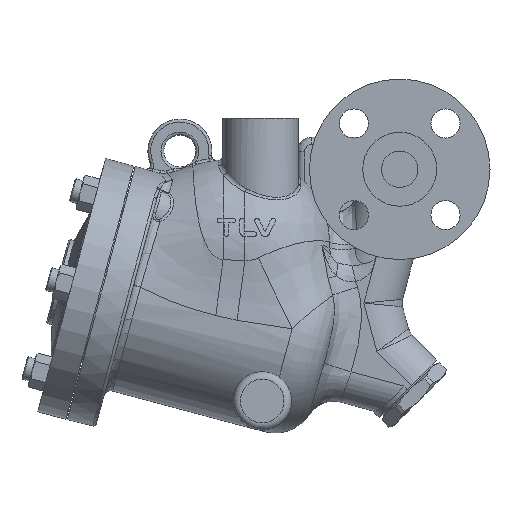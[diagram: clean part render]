
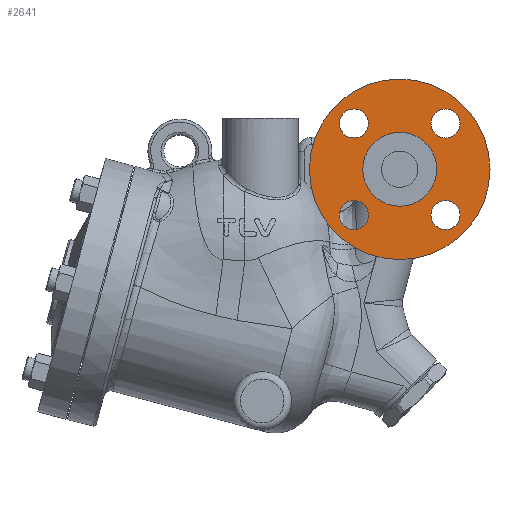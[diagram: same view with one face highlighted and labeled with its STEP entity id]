
A CAD part, front view. The second image highlights one B-rep face of the part: STEP entity #2641.
In plain terms, the highlighted planar face has unit normal (0, -1, 0).
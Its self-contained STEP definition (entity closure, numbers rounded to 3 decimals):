
#2374=CARTESIAN_POINT('',(236.431,-102.4,43.569));
#2375=VERTEX_POINT('',#2374);
#2376=CARTESIAN_POINT('',(236.431,-102.4,53.569));
#2377=DIRECTION('',(0.0,1.0,0.0));
#2378=DIRECTION('',(0.0,0.0,-1.0));
#2379=AXIS2_PLACEMENT_3D('',#2376,#2377,#2378);
#2380=CIRCLE('',#2379,10.0);
#2381=EDGE_CURVE('',#2375,#2375,#2380,.T.);
#2402=CARTESIAN_POINT('',(163.569,-102.4,53.569));
#2403=VERTEX_POINT('',#2402);
#2404=CARTESIAN_POINT('',(173.569,-102.4,53.569));
#2405=DIRECTION('',(0.0,1.0,0.0));
#2406=DIRECTION('',(-1.0,0.0,0.0));
#2407=AXIS2_PLACEMENT_3D('',#2404,#2405,#2406);
#2408=CIRCLE('',#2407,10.0);
#2409=EDGE_CURVE('',#2403,#2403,#2408,.T.);
#2430=CARTESIAN_POINT('',(173.569,-102.4,126.431));
#2431=VERTEX_POINT('',#2430);
#2432=CARTESIAN_POINT('',(173.569,-102.4,116.431));
#2433=DIRECTION('',(0.0,1.0,0.0));
#2434=DIRECTION('',(0.0,0.0,1.0));
#2435=AXIS2_PLACEMENT_3D('',#2432,#2433,#2434);
#2436=CIRCLE('',#2435,10.0);
#2437=EDGE_CURVE('',#2431,#2431,#2436,.T.);
#2458=CARTESIAN_POINT('',(246.431,-102.4,116.431));
#2459=VERTEX_POINT('',#2458);
#2460=CARTESIAN_POINT('',(236.431,-102.4,116.431));
#2461=DIRECTION('',(0.0,1.0,0.0));
#2462=DIRECTION('',(1.0,0.0,0.0));
#2463=AXIS2_PLACEMENT_3D('',#2460,#2461,#2462);
#2464=CIRCLE('',#2463,10.0);
#2465=EDGE_CURVE('',#2459,#2459,#2464,.T.);
#2575=CARTESIAN_POINT('',(205.,-102.4,147.0));
#2576=VERTEX_POINT('',#2575);
#2577=CARTESIAN_POINT('',(205.,-102.4,85.0));
#2578=DIRECTION('',(0.0,-1.0,0.0));
#2579=DIRECTION('',(0.0,0.0,1.0));
#2580=AXIS2_PLACEMENT_3D('',#2577,#2578,#2579);
#2581=CIRCLE('',#2580,62.);
#2582=EDGE_CURVE('',#2576,#2576,#2581,.T.);
#2610=CARTESIAN_POINT('',(205.,-102.4,128.7));
#2611=DIRECTION('',(0.0,-1.0,0.0));
#2612=DIRECTION('',(0.0,0.0,-1.0));
#2613=AXIS2_PLACEMENT_3D('',#2610,#2611,#2612);
#2614=PLANE('',#2613);
#2615=ORIENTED_EDGE('',*,*,#2582,.T.);
#2616=EDGE_LOOP('',(#2615));
#2617=FACE_OUTER_BOUND('',#2616,.T.);
#2618=ORIENTED_EDGE('',*,*,#2381,.T.);
#2619=EDGE_LOOP('',(#2618));
#2620=FACE_BOUND('',#2619,.T.);
#2621=ORIENTED_EDGE('',*,*,#2409,.T.);
#2622=EDGE_LOOP('',(#2621));
#2623=FACE_BOUND('',#2622,.T.);
#2624=ORIENTED_EDGE('',*,*,#2437,.T.);
#2625=EDGE_LOOP('',(#2624));
#2626=FACE_BOUND('',#2625,.T.);
#2627=ORIENTED_EDGE('',*,*,#2465,.T.);
#2628=EDGE_LOOP('',(#2627));
#2629=FACE_BOUND('',#2628,.T.);
#2630=CARTESIAN_POINT('',(205.,-102.4,110.4));
#2631=VERTEX_POINT('',#2630);
#2632=CARTESIAN_POINT('',(205.,-102.4,85.0));
#2633=DIRECTION('',(0.0,-1.0,0.0));
#2634=DIRECTION('',(0.0,0.0,1.0));
#2635=AXIS2_PLACEMENT_3D('',#2632,#2633,#2634);
#2636=CIRCLE('',#2635,25.4);
#2637=EDGE_CURVE('',#2631,#2631,#2636,.T.);
#2638=ORIENTED_EDGE('',*,*,#2637,.F.);
#2639=EDGE_LOOP('',(#2638));
#2640=FACE_BOUND('',#2639,.T.);
#2641=ADVANCED_FACE('',(#2617,#2620,#2623,#2626,#2629,#2640),#2614,.T.);
